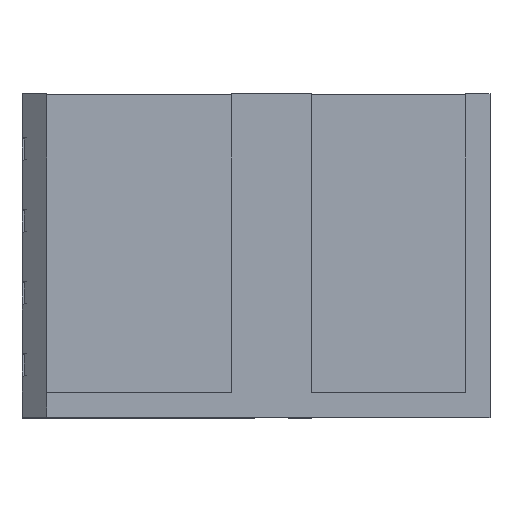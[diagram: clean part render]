
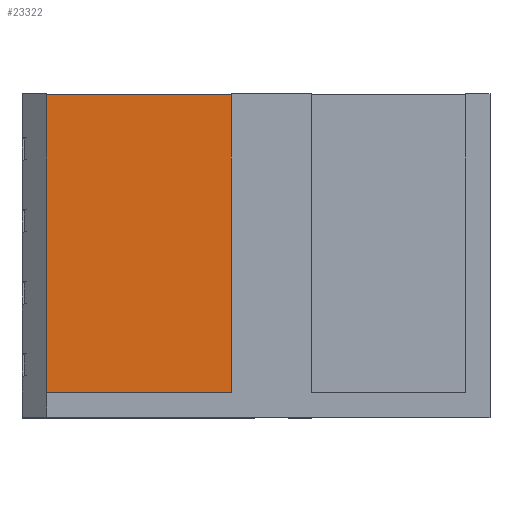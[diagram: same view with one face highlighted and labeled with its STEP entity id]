
A CAD part, top view. The second image highlights one B-rep face of the part: STEP entity #23322.
In plain terms, the highlighted planar face has unit normal (0, 0, 1).
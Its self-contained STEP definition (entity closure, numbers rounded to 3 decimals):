
#1426=FACE_OUTER_BOUND('',#2678,.T.);
#2678=EDGE_LOOP('',(#20071,#20072,#20073,#20074));
#6064=LINE('',#36215,#9297);
#6074=LINE('',#36235,#9307);
#6077=LINE('',#36240,#9310);
#6078=LINE('',#36241,#9311);
#9297=VECTOR('',#29748,10.);
#9307=VECTOR('',#29764,10.);
#9310=VECTOR('',#29769,10.);
#9311=VECTOR('',#29770,10.);
#11468=VERTEX_POINT('',#36212);
#11469=VERTEX_POINT('',#36214);
#11475=VERTEX_POINT('',#36232);
#11477=VERTEX_POINT('',#36239);
#14685=EDGE_CURVE('',#11469,#11468,#6064,.T.);
#14695=EDGE_CURVE('',#11468,#11475,#6074,.T.);
#14698=EDGE_CURVE('',#11477,#11475,#6077,.T.);
#14699=EDGE_CURVE('',#11469,#11477,#6078,.T.);
#20071=ORIENTED_EDGE('',*,*,#14695,.T.);
#20072=ORIENTED_EDGE('',*,*,#14698,.F.);
#20073=ORIENTED_EDGE('',*,*,#14699,.F.);
#20074=ORIENTED_EDGE('',*,*,#14685,.T.);
#22246=PLANE('',#24412);
#23322=ADVANCED_FACE('',(#1426),#22246,.T.);
#24412=AXIS2_PLACEMENT_3D('',#36238,#29767,#29768);
#29748=DIRECTION('',(0.,1.,0.));
#29764=DIRECTION('',(-1.,0.,0.));
#29767=DIRECTION('center_axis',(0.,0.,1.));
#29768=DIRECTION('ref_axis',(0.,1.,0.));
#29769=DIRECTION('',(0.,1.,0.));
#29770=DIRECTION('',(-1.,0.,0.));
#36212=CARTESIAN_POINT('',(-56.828,-30.,-150.));
#36214=CARTESIAN_POINT('',(-56.828,-127.,-150.));
#36215=CARTESIAN_POINT('',(-56.828,135.,-150.));
#36232=CARTESIAN_POINT('',(-116.828,-30.,-150.));
#36235=CARTESIAN_POINT('',(-67.346,-30.,-150.));
#36238=CARTESIAN_POINT('Origin',(-56.828,-127.,-150.));
#36239=CARTESIAN_POINT('',(-116.828,-127.,-150.));
#36240=CARTESIAN_POINT('',(-116.828,135.,-150.));
#36241=CARTESIAN_POINT('',(-56.828,-127.,-150.));
